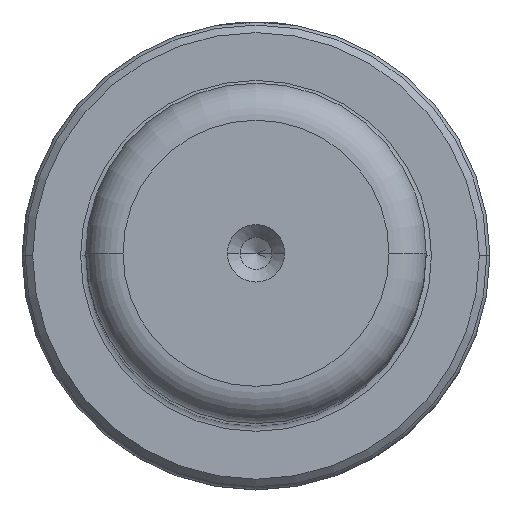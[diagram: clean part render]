
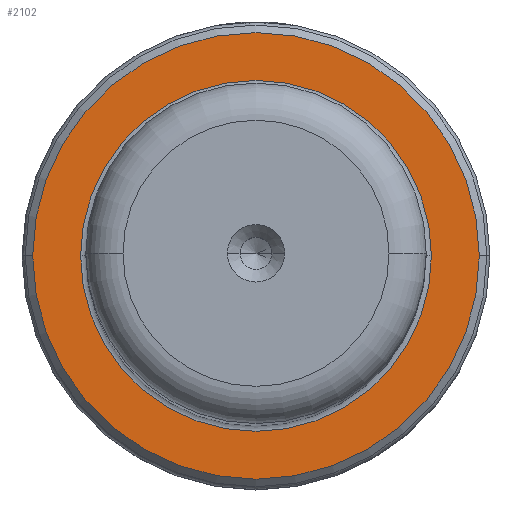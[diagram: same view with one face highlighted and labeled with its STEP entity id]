
A CAD part, top view. The second image highlights one B-rep face of the part: STEP entity #2102.
In plain terms, the highlighted planar face has unit normal (0, 0, 1).
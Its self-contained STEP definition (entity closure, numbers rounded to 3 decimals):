
#214 = ORIENTED_EDGE ( 'NONE', *, *, #2731, .T. ) ;
#507 = VERTEX_POINT ( 'NONE', #994 ) ;
#509 = AXIS2_PLACEMENT_3D ( 'NONE', #3277, #2448, #2482 ) ;
#543 = FACE_BOUND ( 'NONE', #2047, .T. ) ;
#654 = AXIS2_PLACEMENT_3D ( 'NONE', #2080, #1093, #764 ) ;
#667 = EDGE_CURVE ( 'NONE', #2280, #2107, #2148, .T. ) ;
#758 = CIRCLE ( 'NONE', #1199, 21. ) ;
#764 = DIRECTION ( 'NONE',  ( 1., 0., 0. ) ) ;
#787 = AXIS2_PLACEMENT_3D ( 'NONE', #2514, #2991, #2730 ) ;
#913 = CARTESIAN_POINT ( 'NONE',  ( -21., 0., 33. ) ) ;
#994 = CARTESIAN_POINT ( 'NONE',  ( 16.5, 0., 33. ) ) ;
#1072 = FACE_OUTER_BOUND ( 'NONE', #2897, .T. ) ;
#1093 = DIRECTION ( 'NONE',  ( 0., 0., 1. ) ) ;
#1199 = AXIS2_PLACEMENT_3D ( 'NONE', #1905, #2694, #2954 ) ;
#1297 = CARTESIAN_POINT ( 'NONE',  ( 0., 0., 33. ) ) ;
#1585 = CIRCLE ( 'NONE', #787, 16.5 ) ;
#1603 = DIRECTION ( 'NONE',  ( 0., 0., 1. ) ) ;
#1782 = CIRCLE ( 'NONE', #509, 16.5 ) ;
#1841 = CARTESIAN_POINT ( 'NONE',  ( 21., 0., 33. ) ) ;
#1905 = CARTESIAN_POINT ( 'NONE',  ( 0., 0., 33. ) ) ;
#2047 = EDGE_LOOP ( 'NONE', ( #2402, #2210 ) ) ;
#2080 = CARTESIAN_POINT ( 'NONE',  ( 0., 0., 33. ) ) ;
#2100 = PLANE ( 'NONE',  #654 ) ;
#2102 = ADVANCED_FACE ( 'NONE', ( #543, #1072 ), #2100, .T. ) ;
#2106 = CARTESIAN_POINT ( 'NONE',  ( -16.5, 0., 33. ) ) ;
#2107 = VERTEX_POINT ( 'NONE', #1841 ) ;
#2148 = CIRCLE ( 'NONE', #2300, 21. ) ;
#2210 = ORIENTED_EDGE ( 'NONE', *, *, #3301, .T. ) ;
#2280 = VERTEX_POINT ( 'NONE', #913 ) ;
#2300 = AXIS2_PLACEMENT_3D ( 'NONE', #1297, #1603, #2600 ) ;
#2402 = ORIENTED_EDGE ( 'NONE', *, *, #2896, .T. ) ;
#2448 = DIRECTION ( 'NONE',  ( 0., 0., -1. ) ) ;
#2482 = DIRECTION ( 'NONE',  ( -1., 0., 0. ) ) ;
#2514 = CARTESIAN_POINT ( 'NONE',  ( 0., 0., 33. ) ) ;
#2600 = DIRECTION ( 'NONE',  ( 1., 0., 0. ) ) ;
#2694 = DIRECTION ( 'NONE',  ( 0., 0., 1. ) ) ;
#2730 = DIRECTION ( 'NONE',  ( -1., 0., 0. ) ) ;
#2731 = EDGE_CURVE ( 'NONE', #2107, #2280, #758, .T. ) ;
#2896 = EDGE_CURVE ( 'NONE', #3224, #507, #1585, .T. ) ;
#2897 = EDGE_LOOP ( 'NONE', ( #3147, #214 ) ) ;
#2954 = DIRECTION ( 'NONE',  ( 1., 0., 0. ) ) ;
#2991 = DIRECTION ( 'NONE',  ( 0., 0., -1. ) ) ;
#3147 = ORIENTED_EDGE ( 'NONE', *, *, #667, .T. ) ;
#3224 = VERTEX_POINT ( 'NONE', #2106 ) ;
#3277 = CARTESIAN_POINT ( 'NONE',  ( 0., 0., 33. ) ) ;
#3301 = EDGE_CURVE ( 'NONE', #507, #3224, #1782, .T. ) ;
